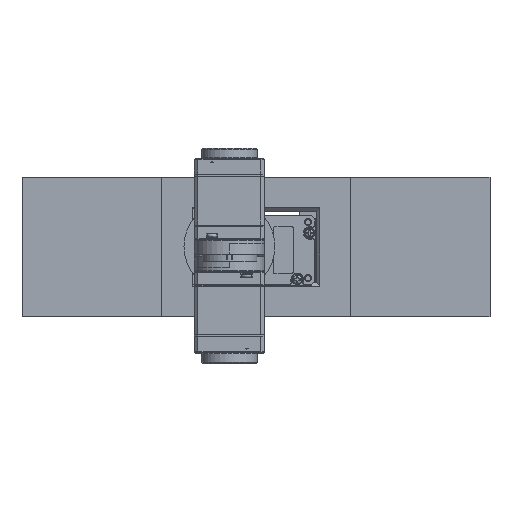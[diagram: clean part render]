
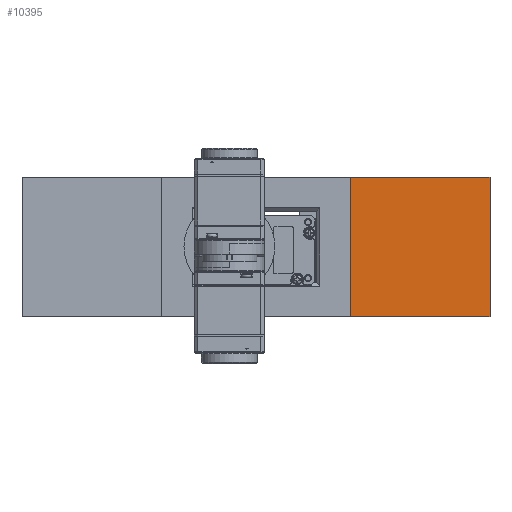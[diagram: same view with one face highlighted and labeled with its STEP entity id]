
A CAD part, top view. The second image highlights one B-rep face of the part: STEP entity #10395.
In plain terms, the highlighted planar face has unit normal (0, 0, 1).
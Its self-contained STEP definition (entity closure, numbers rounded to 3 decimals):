
#1261=FACE_OUTER_BOUND('',#1836,.T.);
#1836=EDGE_LOOP('',(#7160,#7161,#7162,#7163));
#2586=LINE('',#15294,#3654);
#2591=LINE('',#15303,#3659);
#2592=LINE('',#15305,#3660);
#2593=LINE('',#15306,#3661);
#3654=VECTOR('',#12108,10.);
#3659=VECTOR('',#12115,10.);
#3660=VECTOR('',#12116,10.);
#3661=VECTOR('',#12117,10.);
#4707=VERTEX_POINT('',#15291);
#4708=VERTEX_POINT('',#15293);
#4711=VERTEX_POINT('',#15302);
#4712=VERTEX_POINT('',#15304);
#5669=EDGE_CURVE('',#4708,#4707,#2586,.T.);
#5674=EDGE_CURVE('',#4708,#4711,#2591,.T.);
#5675=EDGE_CURVE('',#4712,#4707,#2592,.T.);
#5676=EDGE_CURVE('',#4711,#4712,#2593,.T.);
#7160=ORIENTED_EDGE('',*,*,#5674,.F.);
#7161=ORIENTED_EDGE('',*,*,#5669,.T.);
#7162=ORIENTED_EDGE('',*,*,#5675,.F.);
#7163=ORIENTED_EDGE('',*,*,#5676,.F.);
#9991=PLANE('',#10987);
#10395=ADVANCED_FACE('',(#1261),#9991,.T.);
#10987=AXIS2_PLACEMENT_3D('',#15301,#12113,#12114);
#12108=DIRECTION('',(1.,0.,0.));
#12113=DIRECTION('center_axis',(0.,0.,1.));
#12114=DIRECTION('ref_axis',(0.,-1.,0.));
#12115=DIRECTION('',(0.,1.,0.));
#12116=DIRECTION('',(0.,-1.,0.));
#12117=DIRECTION('',(1.,0.,0.));
#15291=CARTESIAN_POINT('',(74.5,14.9,-20.9));
#15293=CARTESIAN_POINT('',(34.5,14.9,-20.9));
#15294=CARTESIAN_POINT('',(34.5,14.9,-20.9));
#15301=CARTESIAN_POINT('Origin',(34.5,54.7,-20.9));
#15302=CARTESIAN_POINT('',(34.5,54.7,-20.9));
#15303=CARTESIAN_POINT('',(34.5,34.8,-20.9));
#15304=CARTESIAN_POINT('',(74.5,54.7,-20.9));
#15305=CARTESIAN_POINT('',(74.5,54.7,-20.9));
#15306=CARTESIAN_POINT('',(34.5,54.7,-20.9));
